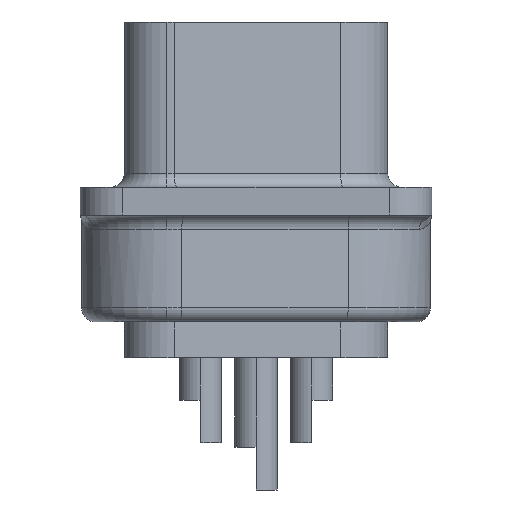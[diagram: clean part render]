
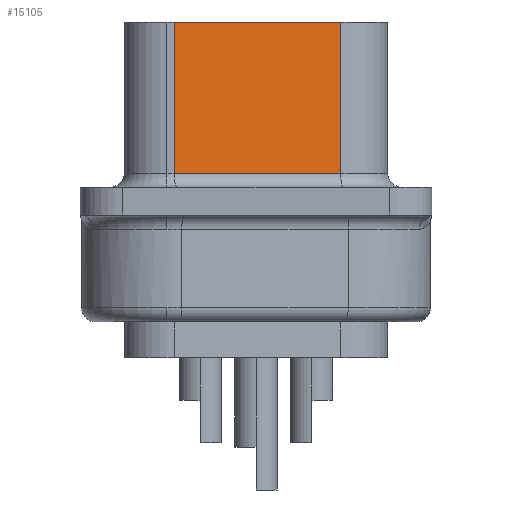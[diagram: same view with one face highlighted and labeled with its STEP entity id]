
A CAD part, left-side view. The second image highlights one B-rep face of the part: STEP entity #15105.
In plain terms, the highlighted planar face has unit normal (-0.985, -0.174, 0).
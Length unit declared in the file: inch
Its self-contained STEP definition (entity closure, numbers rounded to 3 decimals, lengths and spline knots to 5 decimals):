
#9659 = FACE_OUTER_BOUND ( 'NONE', #15245, .T. ) ;
#9738 = PLANE ( 'NONE',  #9747 ) ;
#9745 = DIRECTION ( 'NONE',  ( 0.985, 0.174, 0. ) ) ;
#9746 = CARTESIAN_POINT ( 'NONE',  ( -0.525, 0.11458, 0.2515 ) ) ;
#9747 = AXIS2_PLACEMENT_3D ( 'NONE', #9746, #9745, #9839 ) ;
#9839 = DIRECTION ( 'NONE',  ( -0.174, 0.985, 0. ) ) ;
#9922 = DIRECTION ( 'NONE',  ( 0.174, -0.985, 0. ) ) ;
#9923 = VECTOR ( 'NONE', #9922, 39.37008 ) ;
#9924 = CARTESIAN_POINT ( 'NONE',  ( -0.525, 0.11458, 0.2515 ) ) ;
#9925 = LINE ( 'NONE', #9924, #9923 ) ;
#9955 = CARTESIAN_POINT ( 'NONE',  ( -0.48383, -0.11889, 0.0395 ) ) ;
#9956 = DIRECTION ( 'NONE',  ( 0.174, -0.985, 0. ) ) ;
#9957 = VECTOR ( 'NONE', #9956, 39.37008 ) ;
#9958 = CARTESIAN_POINT ( 'NONE',  ( -0.48383, -0.11889, 0.0395 ) ) ;
#9993 = VECTOR ( 'NONE', #9994, 39.37008 ) ;
#9994 = DIRECTION ( 'NONE',  ( 0., 0., -1. ) ) ;
#9995 = CARTESIAN_POINT ( 'NONE',  ( -0.48383, -0.11889, 0.2515 ) ) ;
#9996 = LINE ( 'NONE', #9995, #9993 ) ;
#10053 = LINE ( 'NONE', #9958, #9957 ) ;
#10112 = CARTESIAN_POINT ( 'NONE',  ( -0.48383, -0.11889, 0.2515 ) ) ;
#13102 = DIRECTION ( 'NONE',  ( 0., 0., -1. ) ) ;
#13103 = VECTOR ( 'NONE', #13102, 39.37008 ) ;
#13105 = CARTESIAN_POINT ( 'NONE',  ( -0.525, 0.11458, 0.2515 ) ) ;
#13112 = LINE ( 'NONE', #13105, #13103 ) ;
#14805 = CARTESIAN_POINT ( 'NONE',  ( -0.525, 0.11458, 0.0395 ) ) ;
#14829 = CARTESIAN_POINT ( 'NONE',  ( -0.525, 0.11458, 0.2515 ) ) ;
#15105 = ADVANCED_FACE ( 'NONE', ( #9659 ), #9738, .F. ) ;
#15245 = EDGE_LOOP ( 'NONE', ( #15358, #15359, #15386, #15388 ) ) ;
#15358 = ORIENTED_EDGE ( 'NONE', *, *, #24391, .T. ) ;
#15359 = ORIENTED_EDGE ( 'NONE', *, *, #15361, .T. ) ;
#15361 = EDGE_CURVE ( 'NONE', #24559, #15362, #10053, .T. ) ;
#15362 = VERTEX_POINT ( 'NONE', #9955 ) ;
#15386 = ORIENTED_EDGE ( 'NONE', *, *, #15387, .F. ) ;
#15387 = EDGE_CURVE ( 'NONE', #15486, #15362, #9996, .T. ) ;
#15388 = ORIENTED_EDGE ( 'NONE', *, *, #15471, .F. ) ;
#15471 = EDGE_CURVE ( 'NONE', #24554, #15486, #9925, .T. ) ;
#15486 = VERTEX_POINT ( 'NONE', #10112 ) ;
#24391 = EDGE_CURVE ( 'NONE', #24554, #24559, #13112, .T. ) ;
#24554 = VERTEX_POINT ( 'NONE', #14829 ) ;
#24559 = VERTEX_POINT ( 'NONE', #14805 ) ;
